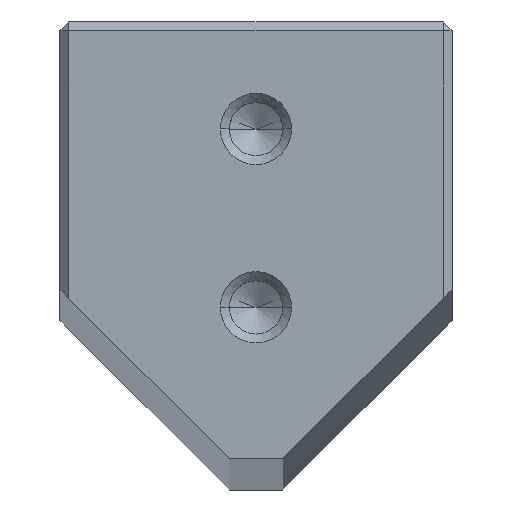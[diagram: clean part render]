
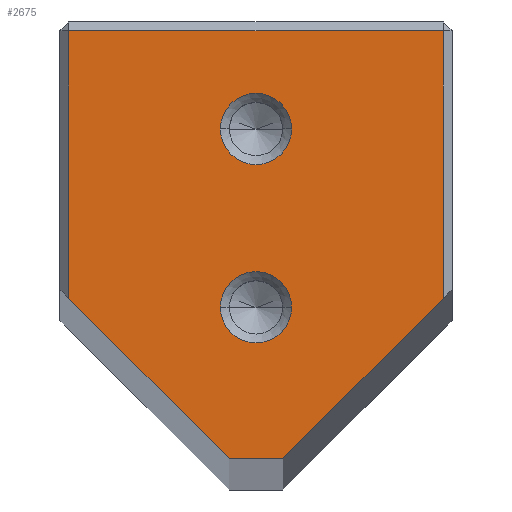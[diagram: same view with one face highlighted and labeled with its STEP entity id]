
A CAD part, top view. The second image highlights one B-rep face of the part: STEP entity #2675.
In plain terms, the highlighted planar face has unit normal (0, 0, 1).
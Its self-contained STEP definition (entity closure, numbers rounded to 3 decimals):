
#2675=ADVANCED_FACE('',(#3673,#3674,#3675),#3036,.T.);
#3036=PLANE('',#9912);
#3285=CIRCLE('',#9721,2.);
#3287=CIRCLE('',#9724,2.);
#3412=CIRCLE('',#9910,2.);
#3413=CIRCLE('',#9911,2.);
#3673=FACE_BOUND('',#3827,.T.);
#3674=FACE_BOUND('',#3828,.T.);
#3675=FACE_BOUND('',#3829,.T.);
#3827=EDGE_LOOP('',(#4799,#4800));
#3828=EDGE_LOOP('',(#4801,#4802));
#3829=EDGE_LOOP('',(#4803,#4804,#4805,#4806,#4807,#4808));
#4799=ORIENTED_EDGE('',*,*,#7395,.T.);
#4800=ORIENTED_EDGE('',*,*,#7632,.T.);
#4801=ORIENTED_EDGE('',*,*,#7391,.T.);
#4802=ORIENTED_EDGE('',*,*,#7633,.T.);
#4803=ORIENTED_EDGE('',*,*,#7607,.T.);
#4804=ORIENTED_EDGE('',*,*,#7634,.T.);
#4805=ORIENTED_EDGE('',*,*,#7635,.T.);
#4806=ORIENTED_EDGE('',*,*,#7636,.T.);
#4807=ORIENTED_EDGE('',*,*,#7613,.T.);
#4808=ORIENTED_EDGE('',*,*,#7609,.T.);
#6663=VERTEX_POINT('',#12756);
#6664=VERTEX_POINT('',#12758);
#6667=VERTEX_POINT('',#12765);
#6668=VERTEX_POINT('',#12767);
#6821=VERTEX_POINT('',#13187);
#6822=VERTEX_POINT('',#13189);
#6823=VERTEX_POINT('',#13193);
#6826=VERTEX_POINT('',#13201);
#6833=VERTEX_POINT('',#13232);
#6834=VERTEX_POINT('',#13234);
#7391=EDGE_CURVE('',#6664,#6663,#3285,.T.);
#7395=EDGE_CURVE('',#6668,#6667,#3287,.T.);
#7607=EDGE_CURVE('',#6822,#6821,#8485,.T.);
#7609=EDGE_CURVE('',#6823,#6822,#8487,.T.);
#7613=EDGE_CURVE('',#6826,#6823,#8491,.T.);
#7632=EDGE_CURVE('',#6667,#6668,#3412,.T.);
#7633=EDGE_CURVE('',#6663,#6664,#3413,.T.);
#7634=EDGE_CURVE('',#6821,#6833,#8500,.T.);
#7635=EDGE_CURVE('',#6833,#6834,#8501,.T.);
#7636=EDGE_CURVE('',#6834,#6826,#8502,.T.);
#8485=LINE('',#13188,#9219);
#8487=LINE('',#13192,#9221);
#8491=LINE('',#13200,#9225);
#8500=LINE('',#13231,#9234);
#8501=LINE('',#13233,#9235);
#8502=LINE('',#13235,#9236);
#9219=VECTOR('',#10889,1.);
#9221=VECTOR('',#10893,1.);
#9225=VECTOR('',#10899,1.);
#9234=VECTOR('',#10938,1.);
#9235=VECTOR('',#10939,1.);
#9236=VECTOR('',#10940,1.);
#9721=AXIS2_PLACEMENT_3D('',#12757,#10442,#10443);
#9724=AXIS2_PLACEMENT_3D('',#12766,#10450,#10451);
#9910=AXIS2_PLACEMENT_3D('',#13229,#10934,#10935);
#9911=AXIS2_PLACEMENT_3D('',#13230,#10936,#10937);
#9912=AXIS2_PLACEMENT_3D('',#13236,#10941,#10942);
#10442=DIRECTION('',(0.,0.,-1.));
#10443=DIRECTION('',(1.,0.,0.));
#10450=DIRECTION('',(0.,0.,-1.));
#10451=DIRECTION('',(1.,0.,0.));
#10889=DIRECTION('',(0.707,0.707,0.));
#10893=DIRECTION('',(1.,0.,0.));
#10899=DIRECTION('',(0.707,-0.707,0.));
#10934=DIRECTION('',(0.,0.,-1.));
#10935=DIRECTION('',(1.,0.,0.));
#10936=DIRECTION('',(0.,0.,-1.));
#10937=DIRECTION('',(1.,0.,0.));
#10938=DIRECTION('',(0.,1.,0.));
#10939=DIRECTION('',(-1.,0.,0.));
#10940=DIRECTION('',(0.,-1.,0.));
#10941=DIRECTION('',(0.,0.,1.));
#10942=DIRECTION('',(1.,0.,0.));
#12756=CARTESIAN_POINT('',(-2.,38.,0.));
#12757=CARTESIAN_POINT('',(0.,38.,0.));
#12758=CARTESIAN_POINT('',(2.,38.,0.));
#12765=CARTESIAN_POINT('',(-2.,28.,0.));
#12766=CARTESIAN_POINT('',(0.,28.,0.));
#12767=CARTESIAN_POINT('',(2.,28.,0.));
#13187=CARTESIAN_POINT('',(10.5,28.5,0.));
#13188=CARTESIAN_POINT('',(1.5,19.5,0.));
#13189=CARTESIAN_POINT('',(1.5,19.5,0.));
#13192=CARTESIAN_POINT('',(-1.5,19.5,0.));
#13193=CARTESIAN_POINT('',(-1.5,19.5,0.));
#13200=CARTESIAN_POINT('',(-1.5,19.5,0.));
#13201=CARTESIAN_POINT('',(-10.5,28.5,0.));
#13229=CARTESIAN_POINT('',(0.,28.,0.));
#13230=CARTESIAN_POINT('',(0.,38.,0.));
#13231=CARTESIAN_POINT('',(10.5,18.,0.));
#13232=CARTESIAN_POINT('',(10.5,43.5,0.));
#13233=CARTESIAN_POINT('',(0.,43.5,0.));
#13234=CARTESIAN_POINT('',(-10.5,43.5,0.));
#13235=CARTESIAN_POINT('',(-10.5,18.,0.));
#13236=CARTESIAN_POINT('',(0.,18.,0.));
